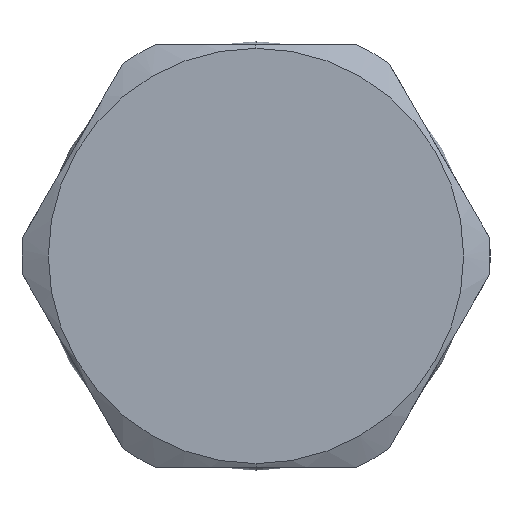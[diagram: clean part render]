
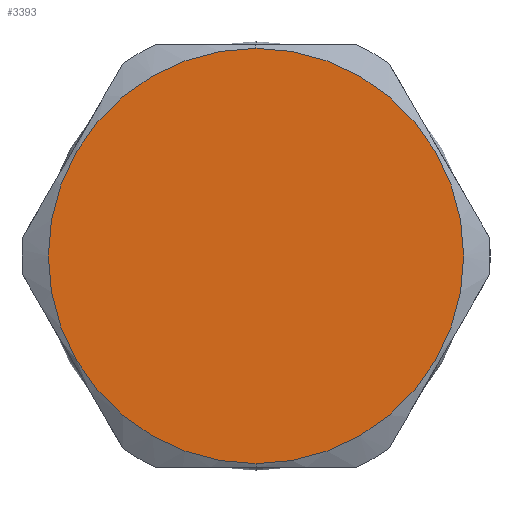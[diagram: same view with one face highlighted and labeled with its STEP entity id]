
A CAD part, left-side view. The second image highlights one B-rep face of the part: STEP entity #3393.
In plain terms, the highlighted planar face has unit normal (-1, 0, 0).
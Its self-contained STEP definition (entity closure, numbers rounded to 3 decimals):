
#49 = DIRECTION ( 'NONE',  ( 0., 0., -1. ) ) ;
#201 = CARTESIAN_POINT ( 'NONE',  ( 0., 0., 0. ) ) ;
#311 = AXIS2_PLACEMENT_3D ( 'NONE', #3153, #8243, #611 ) ;
#611 = DIRECTION ( 'NONE',  ( 0., 0., 1. ) ) ;
#640 = AXIS2_PLACEMENT_3D ( 'NONE', #201, #881, #6578 ) ;
#881 = DIRECTION ( 'NONE',  ( -1., 0., 0. ) ) ;
#1201 = CIRCLE ( 'NONE', #640, 10.91 ) ;
#1967 = CARTESIAN_POINT ( 'NONE',  ( 0., 0., 10.91 ) ) ;
#2058 = AXIS2_PLACEMENT_3D ( 'NONE', #3968, #7758, #49 ) ;
#2196 = ORIENTED_EDGE ( 'NONE', *, *, #2967, .T. ) ;
#2905 = CARTESIAN_POINT ( 'NONE',  ( 0., 0., -10.91 ) ) ;
#2967 = EDGE_CURVE ( 'NONE', #3654, #4529, #3534, .T. ) ;
#3153 = CARTESIAN_POINT ( 'NONE',  ( 0., 0., 0. ) ) ;
#3293 = PLANE ( 'NONE',  #2058 ) ;
#3393 = ADVANCED_FACE ( 'NONE', ( #7558 ), #3293, .F. ) ;
#3439 = EDGE_LOOP ( 'NONE', ( #5422, #2196 ) ) ;
#3534 = CIRCLE ( 'NONE', #311, 10.91 ) ;
#3654 = VERTEX_POINT ( 'NONE', #1967 ) ;
#3968 = CARTESIAN_POINT ( 'NONE',  ( 0., 0., 0. ) ) ;
#4529 = VERTEX_POINT ( 'NONE', #2905 ) ;
#4716 = EDGE_CURVE ( 'NONE', #4529, #3654, #1201, .T. ) ;
#5422 = ORIENTED_EDGE ( 'NONE', *, *, #4716, .T. ) ;
#6578 = DIRECTION ( 'NONE',  ( 0., 0., 1. ) ) ;
#7558 = FACE_OUTER_BOUND ( 'NONE', #3439, .T. ) ;
#7758 = DIRECTION ( 'NONE',  ( 1., 0., 0. ) ) ;
#8243 = DIRECTION ( 'NONE',  ( -1., 0., 0. ) ) ;
